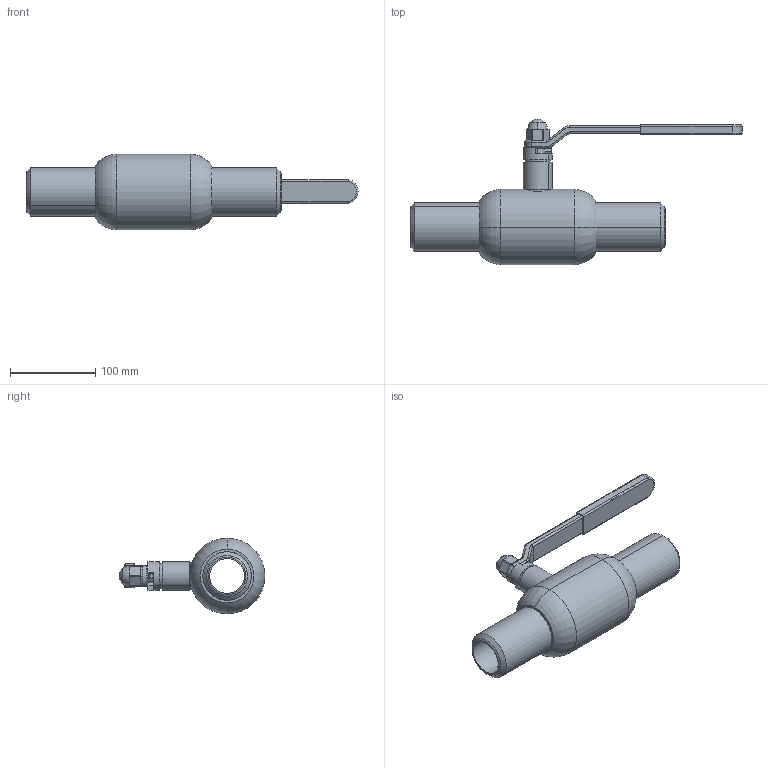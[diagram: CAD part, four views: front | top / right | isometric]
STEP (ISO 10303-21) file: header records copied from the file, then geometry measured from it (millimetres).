
FILE_DESCRIPTION (( 'STEP AP214' ), '1' );
FILE_NAME ('DN40通径焊接球阀.STEP', '2026-02-25T01:49:37', ( '' ), ( '' ), 'SwSTEP 2.0', 'SolidWorks 2022', '' );
FILE_SCHEMA (( 'AUTOMOTIVE_DESIGN' ));
Length unit declared in the file: millimetre
Products named in the file (9): Q61F-50-5粣杶; DN40籵噤爾諉⑩概; Q61F-50-19概裝蹟譫; Q61F-50-17忒梟; Q61F-50-16詩种; Q50喳揤概极; 40全通径短接 标准; Q61F-50-18參杶; Q61F-50-3概裝
Assembly tree (9 placements, depth 2):
  DN40籵噤爾諉⑩概
    Q50喳揤概极
    Q61F-50-5粣杶
    Q61F-50-3概裝
    Q61F-50-16詩种
    Q61F-50-17忒梟
    Q61F-50-19概裝蹟譫
    Q61F-50-18參杶
    40全通径短接 标准  x2
Bounding box: 390.31 x 171.5 x 89 mm (x, y, z)
Volume: 590302.4 mm3; surface area: 210004.6 mm2
Topology: 15 solids, 15 shells, 403 faces, 1006 edges, 639 vertices
Faces by surface type: plane 141, cylinder 109, bspline 98, torus 39, cone 12, sphere 4
Entity records: 33774 total; most frequent: CARTESIAN_POINT 24399, ORIENTED_EDGE 1940, DIRECTION 1508, EDGE_CURVE 970, VERTEX_POINT 621, AXIS2_PLACEMENT_3D 541, LINE 426, VECTOR 426
